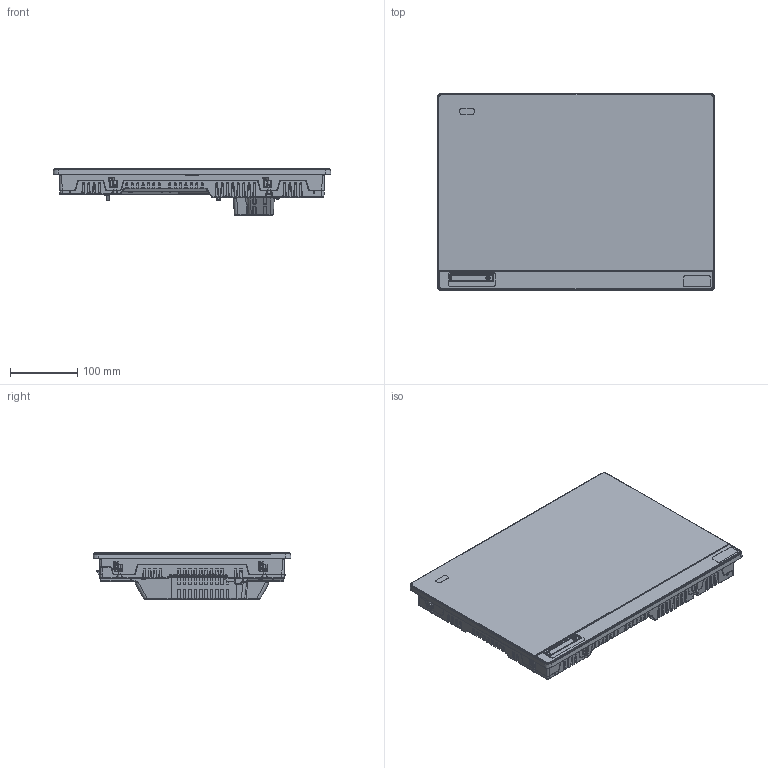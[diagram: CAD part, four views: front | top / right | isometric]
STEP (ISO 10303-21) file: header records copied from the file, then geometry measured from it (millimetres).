
FILE_DESCRIPTION(('STEP AP242'),'1');
FILE_NAME('hmidt752.stp','2019-01-24T03:01:00',('TraceParts'),('TraceParts S.A.'),'Spatial InterOp 3D',' ',' ');
FILE_SCHEMA(('AP242_MANAGED_MODEL_BASED_3D_ENGINEERING_MIM_LF {1 0 10303 442 1 1 4}'));
Length unit declared in the file: millimetre
Products named in the file (1): hmidt752
Bounding box: 413.95 x 294.95 x 69.61 mm (x, y, z)
Volume: 4480226.9 mm3; surface area: 495864.1 mm2
Topology: 1 solids, 34 shells, 7655 faces, 19341 edges, 11837 vertices
Faces by surface type: plane 3381, cylinder 2492, bspline 864, cone 460, torus 354, sphere 83, extrusion 21
Entity records: 263456 total; most frequent: CARTESIAN_POINT 88093, ORIENTED_EDGE 38560, DIRECTION 33007, EDGE_CURVE 19280, VECTOR 11857, VERTEX_POINT 11836, LINE 11836, AXIS2_PLACEMENT_3D 10575
